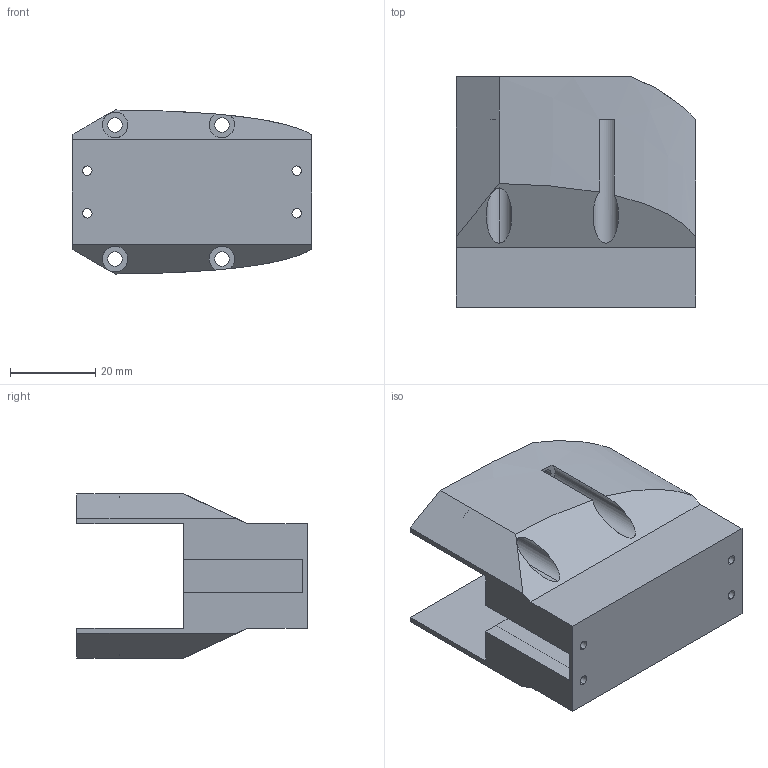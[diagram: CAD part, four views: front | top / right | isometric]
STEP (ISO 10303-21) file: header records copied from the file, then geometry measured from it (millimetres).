
FILE_DESCRIPTION (( 'STEP AP214' ), '1' );
FILE_NAME ('servomotor mount.STEP', '2025-07-28T05:31:14', ( '' ), ( '' ), 'SwSTEP 2.0', 'SolidWorks 2023', '' );
FILE_SCHEMA (( 'AUTOMOTIVE_DESIGN' ));
Length unit declared in the file: millimetre
Products named in the file (1): servomotor mount
Bounding box: 56 x 53.9 x 38.4 mm (x, y, z)
Volume: 31222.6 mm3; surface area: 19600.7 mm2
Topology: 1 solids, 1 shells, 53 faces, 147 edges, 98 vertices
Faces by surface type: plane 26, cylinder 25, bspline 2
Entity records: 1820 total; most frequent: CARTESIAN_POINT 409, ORIENTED_EDGE 294, DIRECTION 275, EDGE_CURVE 147, VERTEX_POINT 98, AXIS2_PLACEMENT_3D 93, VECTOR 89, LINE 89
